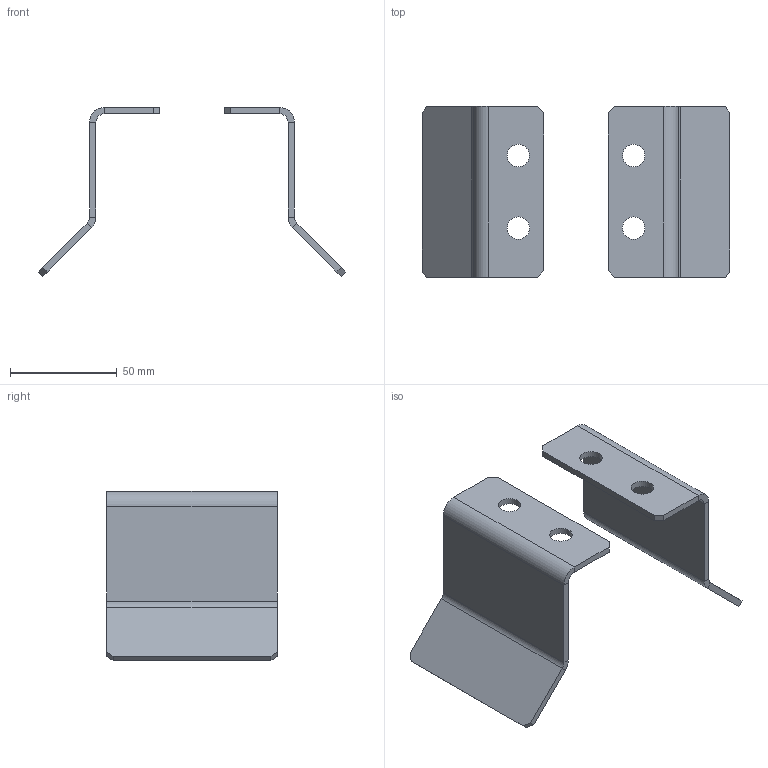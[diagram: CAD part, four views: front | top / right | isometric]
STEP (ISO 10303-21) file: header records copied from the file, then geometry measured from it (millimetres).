
FILE_DESCRIPTION(('STEP AP203'), '1');
FILE_NAME('ÐË034.02.00.001 Ëîâèòåëü âåðõíèé ñîñòàâíîé (ÎÁ)', '2015-09-29T09:14:37', (''), (''), 'ASCON STEP Converter 1.3', 'ASCON Math Kernel', '');
FILE_SCHEMA(('CONFIG_CONTROL_DESIGN'));
Length unit declared in the file: millimetre
Products named in the file (1): 倓034.02.00.0015
Bounding box: 144.17 x 80 x 79.21 mm (x, y, z)
Volume: 54392.2 mm3; surface area: 38963.6 mm2
Topology: 2 solids, 2 shells, 56 faces, 124 edges, 72 vertices
Faces by surface type: plane 44, cylinder 12
Full cylindrical faces by diameter (mm): 10.5 x4
Entity records: 1538 total; most frequent: DIRECTION 258, CARTESIAN_POINT 249, ORIENTED_EDGE 240, EDGE_CURVE 120, LINE 96, VECTOR 96, AXIS2_PLACEMENT_3D 81, VERTEX_POINT 72
